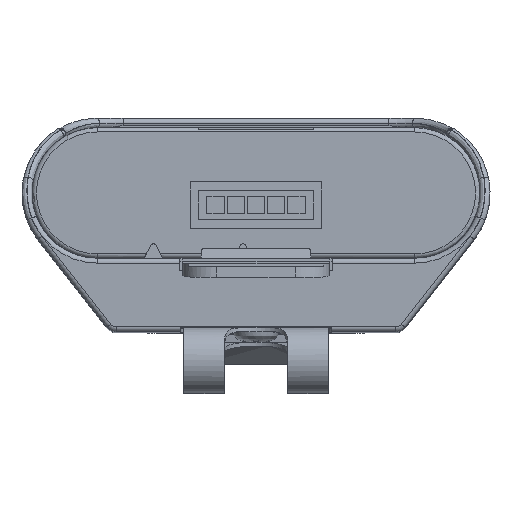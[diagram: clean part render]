
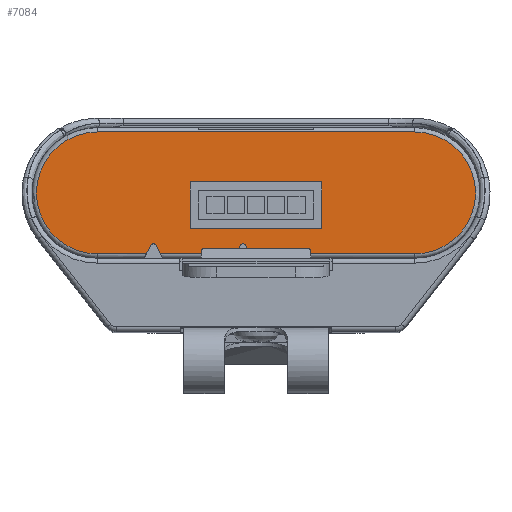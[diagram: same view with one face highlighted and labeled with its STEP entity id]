
A CAD part, top view. The second image highlights one B-rep face of the part: STEP entity #7084.
In plain terms, the highlighted planar face has unit normal (0, 0, 1).
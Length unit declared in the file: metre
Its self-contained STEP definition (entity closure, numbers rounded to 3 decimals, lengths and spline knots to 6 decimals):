
#319=PLANE('',#8098);
#668=CIRCLE('',#8099,0.0005);
#669=CIRCLE('',#8100,0.01055);
#670=CIRCLE('',#8101,0.01055);
#671=CIRCLE('',#8102,0.0005);
#944=ORIENTED_EDGE('',*,*,#3047,.T.);
#945=ORIENTED_EDGE('',*,*,#3048,.T.);
#946=ORIENTED_EDGE('',*,*,#3049,.T.);
#947=ORIENTED_EDGE('',*,*,#3050,.F.);
#948=ORIENTED_EDGE('',*,*,#3051,.T.);
#949=ORIENTED_EDGE('',*,*,#3052,.T.);
#950=ORIENTED_EDGE('',*,*,#3053,.T.);
#951=ORIENTED_EDGE('',*,*,#3031,.T.);
#952=ORIENTED_EDGE('',*,*,#3054,.T.);
#953=ORIENTED_EDGE('',*,*,#3055,.T.);
#954=ORIENTED_EDGE('',*,*,#3056,.T.);
#955=ORIENTED_EDGE('',*,*,#3057,.F.);
#956=ORIENTED_EDGE('',*,*,#3040,.F.);
#957=ORIENTED_EDGE('',*,*,#3038,.T.);
#958=ORIENTED_EDGE('',*,*,#3046,.T.);
#959=ORIENTED_EDGE('',*,*,#3043,.F.);
#3031=EDGE_CURVE('',#4077,#4076,#4757,.T.);
#3038=EDGE_CURVE('',#4080,#4082,#4762,.T.);
#3040=EDGE_CURVE('',#4080,#4084,#4764,.T.);
#3043=EDGE_CURVE('',#4084,#4086,#4767,.T.);
#3046=EDGE_CURVE('',#4082,#4086,#4770,.T.);
#3047=EDGE_CURVE('',#4087,#4088,#4771,.T.);
#3048=EDGE_CURVE('',#4088,#4089,#4772,.T.);
#3049=EDGE_CURVE('',#4089,#4090,#4773,.T.);
#3050=EDGE_CURVE('',#4091,#4090,#668,.T.);
#3051=EDGE_CURVE('',#4091,#4092,#4774,.T.);
#3052=EDGE_CURVE('',#4092,#4093,#4775,.T.);
#3053=EDGE_CURVE('',#4093,#4077,#669,.T.);
#3054=EDGE_CURVE('',#4076,#4094,#670,.T.);
#3055=EDGE_CURVE('',#4094,#4095,#4776,.T.);
#3056=EDGE_CURVE('',#4095,#4096,#4777,.T.);
#3057=EDGE_CURVE('',#4087,#4096,#671,.T.);
#4076=VERTEX_POINT('',#10546);
#4077=VERTEX_POINT('',#10548);
#4080=VERTEX_POINT('',#10556);
#4082=VERTEX_POINT('',#10560);
#4084=VERTEX_POINT('',#10566);
#4086=VERTEX_POINT('',#10572);
#4087=VERTEX_POINT('',#10579);
#4088=VERTEX_POINT('',#10580);
#4089=VERTEX_POINT('',#10582);
#4090=VERTEX_POINT('',#10584);
#4091=VERTEX_POINT('',#10586);
#4092=VERTEX_POINT('',#10588);
#4093=VERTEX_POINT('',#10590);
#4094=VERTEX_POINT('',#10593);
#4095=VERTEX_POINT('',#10595);
#4096=VERTEX_POINT('',#10597);
#4757=LINE('',#10547,#5466);
#4762=LINE('',#10561,#5471);
#4764=LINE('',#10565,#5473);
#4767=LINE('',#10571,#5476);
#4770=LINE('',#10576,#5479);
#4771=LINE('',#10578,#5480);
#4772=LINE('',#10581,#5481);
#4773=LINE('',#10583,#5482);
#4774=LINE('',#10587,#5483);
#4775=LINE('',#10589,#5484);
#4776=LINE('',#10594,#5485);
#4777=LINE('',#10596,#5486);
#5466=VECTOR('',#8726,1.);
#5471=VECTOR('',#8737,1.);
#5473=VECTOR('',#8741,1.);
#5476=VECTOR('',#8746,1.);
#5479=VECTOR('',#8751,1.);
#5480=VECTOR('',#8754,1.);
#5481=VECTOR('',#8755,1.);
#5482=VECTOR('',#8756,1.);
#5483=VECTOR('',#8759,1.);
#5484=VECTOR('',#8760,1.);
#5485=VECTOR('',#8765,1.);
#5486=VECTOR('',#8766,1.);
#6126=EDGE_LOOP('',(#944,#945,#946,#947,#948,#949,#950,#951,#952,#953,#954,
#955));
#6127=EDGE_LOOP('',(#956,#957,#958,#959));
#6573=FACE_BOUND('',#6126,.T.);
#6574=FACE_BOUND('',#6127,.T.);
#7084=ADVANCED_FACE('',(#6573,#6574),#319,.T.);
#8098=AXIS2_PLACEMENT_3D('',#10577,#8752,#8753);
#8099=AXIS2_PLACEMENT_3D('',#10585,#8757,#8758);
#8100=AXIS2_PLACEMENT_3D('',#10591,#8761,#8762);
#8101=AXIS2_PLACEMENT_3D('',#10592,#8763,#8764);
#8102=AXIS2_PLACEMENT_3D('',#10598,#8767,#8768);
#8726=DIRECTION('',(-1.,0.,0.));
#8737=DIRECTION('',(1.,0.,0.));
#8741=DIRECTION('',(0.,-1.,0.));
#8746=DIRECTION('',(1.,0.,0.));
#8751=DIRECTION('',(0.,-1.,0.));
#8752=DIRECTION('',(0.,0.,1.));
#8753=DIRECTION('',(1.,0.,0.));
#8754=DIRECTION('',(0.46,-0.888,0.));
#8755=DIRECTION('',(1.,0.,0.));
#8756=DIRECTION('',(0.46,0.888,0.));
#8757=DIRECTION('',(0.,0.,1.));
#8758=DIRECTION('',(1.,0.,0.));
#8759=DIRECTION('',(0.46,-0.888,0.));
#8760=DIRECTION('',(1.,0.,0.));
#8761=DIRECTION('',(0.,0.,1.));
#8762=DIRECTION('',(1.,0.,0.));
#8763=DIRECTION('',(0.,0.,1.));
#8764=DIRECTION('',(1.,0.,0.));
#8765=DIRECTION('',(1.,0.,0.));
#8766=DIRECTION('',(0.46,0.888,0.));
#8767=DIRECTION('',(0.,0.,1.));
#8768=DIRECTION('',(1.,0.,0.));
#10546=CARTESIAN_POINT('',(-0.0328,0.02185,0.0852));
#10547=CARTESIAN_POINT('',(-0.0328,0.02185,0.0852));
#10548=CARTESIAN_POINT('',(0.0221,0.02185,0.0852));
#10556=CARTESIAN_POINT('',(-0.0167,0.0132,0.0852));
#10560=CARTESIAN_POINT('',(0.006,0.0132,0.0852));
#10561=CARTESIAN_POINT('',(-0.00535,0.0132,0.0852));
#10565=CARTESIAN_POINT('',(-0.0167,0.0092,0.0852));
#10566=CARTESIAN_POINT('',(-0.0167,0.0052,0.0852));
#10571=CARTESIAN_POINT('',(-0.00535,0.0052,0.0852));
#10572=CARTESIAN_POINT('',(0.006,0.0052,0.0852));
#10576=CARTESIAN_POINT('',(0.006,0.0092,0.0852));
#10577=CARTESIAN_POINT('',(-0.00535,0.0113,0.0852));
#10578=CARTESIAN_POINT('',(-0.022078,0.001115,0.0852));
#10579=CARTESIAN_POINT('',(-0.022656,0.00223,0.0852));
#10580=CARTESIAN_POINT('',(-0.021889,0.00075,0.0852));
#10581=CARTESIAN_POINT('',(-0.0092,0.00075,0.0852));
#10582=CARTESIAN_POINT('',(-0.008811,0.00075,0.0852));
#10583=CARTESIAN_POINT('',(-0.008622,0.001115,0.0852));
#10584=CARTESIAN_POINT('',(-0.008044,0.00223,0.0852));
#10585=CARTESIAN_POINT('',(-0.0076,0.002,0.0852));
#10586=CARTESIAN_POINT('',(-0.007156,0.00223,0.0852));
#10587=CARTESIAN_POINT('',(-0.006578,0.001115,0.0852));
#10588=CARTESIAN_POINT('',(-0.006389,0.00075,0.0852));
#10589=CARTESIAN_POINT('',(0.0221,0.00075,0.0852));
#10590=CARTESIAN_POINT('',(0.0221,0.00075,0.0852));
#10591=CARTESIAN_POINT('',(0.0221,0.0113,0.0852));
#10592=CARTESIAN_POINT('',(-0.0328,0.0113,0.0852));
#10593=CARTESIAN_POINT('',(-0.0328,0.00075,0.0852));
#10594=CARTESIAN_POINT('',(-0.0247,0.00075,0.0852));
#10595=CARTESIAN_POINT('',(-0.024311,0.00075,0.0852));
#10596=CARTESIAN_POINT('',(-0.024122,0.001115,0.0852));
#10597=CARTESIAN_POINT('',(-0.023544,0.00223,0.0852));
#10598=CARTESIAN_POINT('',(-0.0231,0.002,0.0852));
